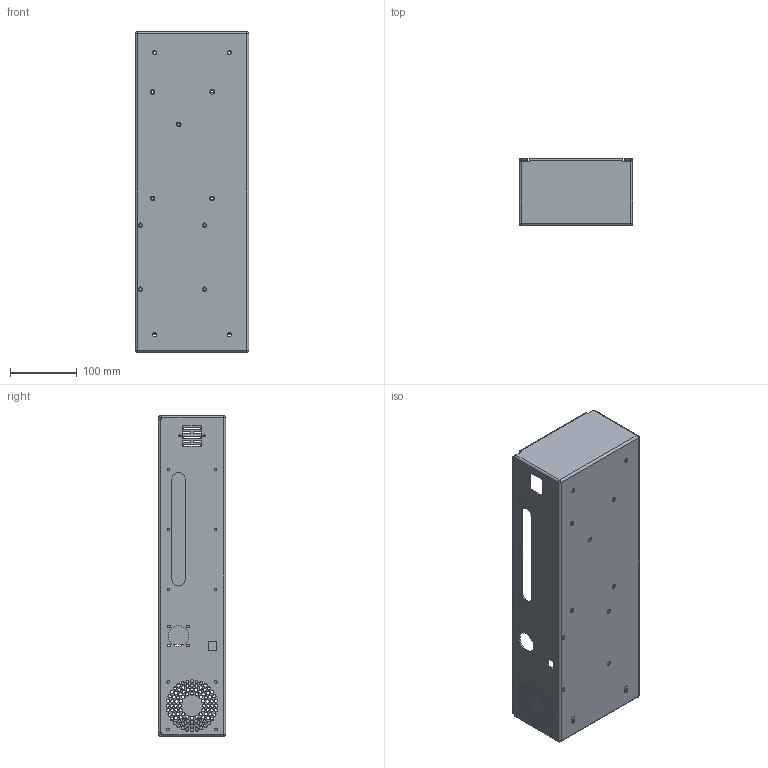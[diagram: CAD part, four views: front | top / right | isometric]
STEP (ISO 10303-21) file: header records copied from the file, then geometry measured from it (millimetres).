
FILE_DESCRIPTION(('FreeCAD Model'),'2;1');
FILE_NAME('electronics_chassis_v0.2_with_inserts_PP-MP0110.step','2015-09-22T09:57:36',('Author'),(''), 'Open CASCADE STEP processor 6.7','FreeCAD','Unknown');
FILE_SCHEMA(('AUTOMOTIVE_DESIGN_CC2 { 1 2 10303 214 -1 1 5 4 }'));
Length unit declared in the file: millimetre
Products named in the file (30): ASSEMBLY; sosg_35M3_12_01; TSO_M25_800Z1_01; TSO_M25_800Z1_01001; TSO_M25_800Z1_01002; TSO_M25_800Z1_01003; sosg_35M3_12_02; sosg_35M3_12_03; sosg_35M3_12_04; s_m3_0z1_01; s_m3_0z1_01001; s_m3_0z1_01002; s_m3_0z1_01003; s_m3_0z1_01004; ss_m5_0z1_01; ss_m5_0z1_01001; ss_m5_0z1_01002; ss_m5_0z1_01003; Chassis_sheet_metal_01; s_m3_0z1_01005; s_m3_0z1_01006; s_m3_0z1_01007; s_m3_0z1_01008; s_m3_0z1_01009; s_m3_0z1_01010; s_m3_0z1_01011; s_m3_0z1_01012; s_m3_0z1_01013; s_m3_0z1_01014; s_m3_0z1_01015
Assembly tree (29 placements, depth 2):
  ASSEMBLY
    sosg_35M3_12_01
    TSO_M25_800Z1_01
    TSO_M25_800Z1_01001
    TSO_M25_800Z1_01002
    TSO_M25_800Z1_01003
    sosg_35M3_12_02
    sosg_35M3_12_03
    sosg_35M3_12_04
    s_m3_0z1_01
    s_m3_0z1_01001
    s_m3_0z1_01002
    s_m3_0z1_01003
    s_m3_0z1_01004
    ss_m5_0z1_01
    ss_m5_0z1_01001
    ss_m5_0z1_01002
    ss_m5_0z1_01003
    Chassis_sheet_metal_01
    s_m3_0z1_01005
    s_m3_0z1_01006
    s_m3_0z1_01007
    s_m3_0z1_01008
    s_m3_0z1_01009
    s_m3_0z1_01010
    s_m3_0z1_01011
    s_m3_0z1_01012
    s_m3_0z1_01013
    s_m3_0z1_01014
    s_m3_0z1_01015
Bounding box: 170 x 100.6 x 480 mm (x, y, z)
Volume: 415009.7 mm3; surface area: 423563.4 mm2
Topology: 29 solids, 29 shells, 577 faces, 1417 edges, 931 vertices
Faces by surface type: cylinder 319, plane 245, sphere 8, cone 5
Full cylindrical faces by diameter (mm): 2.445 x4, 2.6 x4, 3 x16, 3.4 x2, 3.5 x6, 3.81 x4, 4 x4, 4.2 x25, 4.22 x18, 4.4 x4, 5 x108, 5.39 x4, 6.33 x4, 6.35 x20, 8.64 x4, 13 x1, 30.73 x1
Entity records: 37169 total; most frequent: CARTESIAN_POINT 6973, DIRECTION 5611, ORIENTED_EDGE 2818, PCURVE 2818, DEFINITIONAL_REPRESENTATION 2818, LINE 2644, VECTOR 2644, EDGE_CURVE 1409
